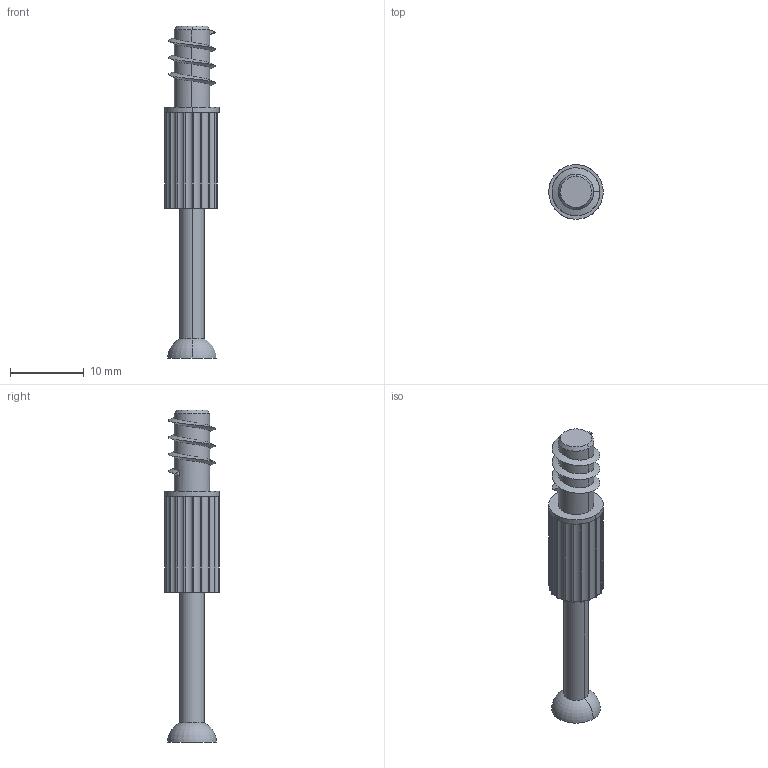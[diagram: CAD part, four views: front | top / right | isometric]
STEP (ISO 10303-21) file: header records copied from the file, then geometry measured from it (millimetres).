
FILE_DESCRIPTION (( 'STEP AP214' ), '1' );
FILE_NAME ('F002519_3D.step', '2022-11-21T18:14:11', ( '' ), ( '' ), 'SwSTEP 2.0', 'SolidWorks 2020', '' );
FILE_SCHEMA (( 'AUTOMOTIVE_DESIGN' ));
Length unit declared in the file: millimetre
Products named in the file (1): F002519_3D
Bounding box: 7.4 x 7.4 x 45 mm (x, y, z)
Volume: 915.7 mm3; surface area: 1231.7 mm2
Topology: 2 solids, 2 shells, 65 faces, 173 edges, 115 vertices
Faces by surface type: cylinder 49, plane 10, cone 2, torus 2, bspline 2
Entity records: 2659 total; most frequent: CARTESIAN_POINT 973, DIRECTION 367, ORIENTED_EDGE 344, EDGE_CURVE 172, AXIS2_PLACEMENT_3D 155, VERTEX_POINT 113, CIRCLE 91, EDGE_LOOP 67
